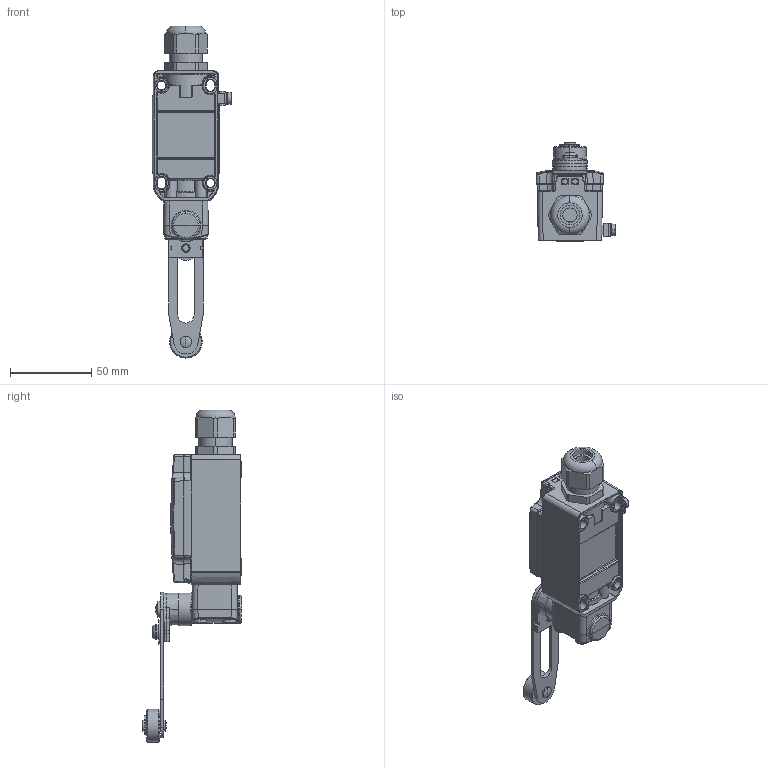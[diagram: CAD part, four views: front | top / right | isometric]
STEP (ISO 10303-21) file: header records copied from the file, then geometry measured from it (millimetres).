
FILE_DESCRIPTION((''),'2;1');
FILE_NAME('1400751_SW0001','2016-05-03T',('sharbsmeier'),('.steute Schaltgeräte GmbH, Löhne'),'PRO/ENGINEER BY PARAMETRIC TECHNOLOGY CORPORATION, 2015070','PRO/ENGINEER BY PARAMETRIC TECHNOLOGY CORPORATION, 2015070','');
FILE_SCHEMA(('CONFIG_CONTROL_DESIGN'));
Products named in the file (1): 1400751_SW0001
Bounding box: 48.81 x 60.9 x 204 mm (x, y, z)
Surface area: 48050.7 mm2 (no closed solid volume)
Topology: 0 solids, 44 shells, 1305 faces, 4605 edges, 3217 vertices
Faces by surface type: plane 479, cylinder 348, bspline 193, cone 109, torus 95, extrusion 62, sphere 19
Entity records: 60147 total; most frequent: CARTESIAN_POINT 23634, ORIENTED_EDGE 7462, DIRECTION 6770, EDGE_CURVE 4590, VERTEX_POINT 3216, VECTOR 2316, LINE 2254, AXIS2_PLACEMENT_3D 2227
